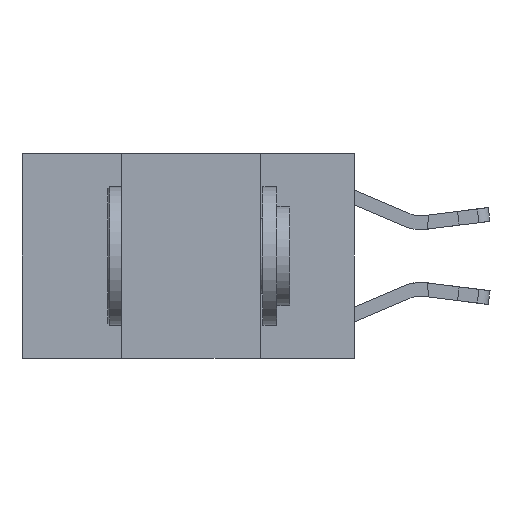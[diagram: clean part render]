
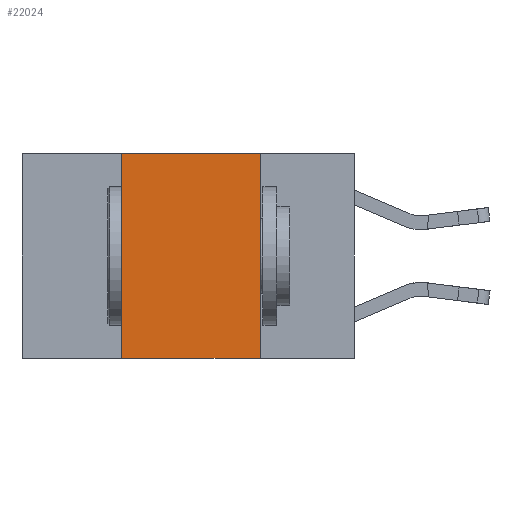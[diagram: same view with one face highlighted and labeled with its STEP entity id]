
A CAD part, left-side view. The second image highlights one B-rep face of the part: STEP entity #22024.
In plain terms, the highlighted planar face has unit normal (-1, 0, 0).
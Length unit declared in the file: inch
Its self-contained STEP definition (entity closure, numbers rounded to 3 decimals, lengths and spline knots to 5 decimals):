
#1141 = ORIENTED_EDGE ( 'NONE', *, *, #1312, .F. ) ;
#1312 = EDGE_CURVE ( 'NONE', #15295, #4820, #19099, .T. ) ;
#2722 = EDGE_CURVE ( 'NONE', #25618, #4715, #16833, .T. ) ;
#3411 = DIRECTION ( 'NONE',  ( 0., 0., -1. ) ) ;
#4347 = DIRECTION ( 'NONE',  ( 0., 0., -1. ) ) ;
#4715 = VERTEX_POINT ( 'NONE', #24844 ) ;
#4777 = ORIENTED_EDGE ( 'NONE', *, *, #2722, .F. ) ;
#4820 = VERTEX_POINT ( 'NONE', #27332 ) ;
#5453 = CARTESIAN_POINT ( 'NONE',  ( 0., 0.6, 0. ) ) ;
#5532 = EDGE_LOOP ( 'NONE', ( #4777, #11114, #1141, #12440 ) ) ;
#7015 = LINE ( 'NONE', #14637, #17575 ) ;
#8549 = VECTOR ( 'NONE', #10285, 39.37008 ) ;
#10285 = DIRECTION ( 'NONE',  ( 0., 0., 1. ) ) ;
#10583 = LINE ( 'NONE', #13181, #23894 ) ;
#11114 = ORIENTED_EDGE ( 'NONE', *, *, #19593, .F. ) ;
#11882 = PLANE ( 'NONE',  #21050 ) ;
#12440 = ORIENTED_EDGE ( 'NONE', *, *, #24617, .T. ) ;
#12520 = CARTESIAN_POINT ( 'NONE',  ( 0., 0.17, 0. ) ) ;
#13181 = CARTESIAN_POINT ( 'NONE',  ( 0., 0.6, -0.37 ) ) ;
#14637 = CARTESIAN_POINT ( 'NONE',  ( 0., 0.6, 0. ) ) ;
#14905 = CARTESIAN_POINT ( 'NONE',  ( 0., 0.17, 0. ) ) ;
#15295 = VERTEX_POINT ( 'NONE', #15503 ) ;
#15503 = CARTESIAN_POINT ( 'NONE',  ( 0., 0.42, -0.37 ) ) ;
#16090 = DIRECTION ( 'NONE',  ( 1., 0., 0. ) ) ;
#16168 = VECTOR ( 'NONE', #4347, 39.37008 ) ;
#16758 = DIRECTION ( 'NONE',  ( 0., -1., 0. ) ) ;
#16833 = LINE ( 'NONE', #14905, #16168 ) ;
#17395 = DIRECTION ( 'NONE',  ( 0., -1., 0. ) ) ;
#17575 = VECTOR ( 'NONE', #16758, 39.37008 ) ;
#19099 = LINE ( 'NONE', #23000, #8549 ) ;
#19593 = EDGE_CURVE ( 'NONE', #4820, #25618, #7015, .T. ) ;
#21050 = AXIS2_PLACEMENT_3D ( 'NONE', #5453, #16090, #3411 ) ;
#22024 = ADVANCED_FACE ( 'NONE', ( #22318 ), #11882, .F. ) ;
#22318 = FACE_OUTER_BOUND ( 'NONE', #5532, .T. ) ;
#23000 = CARTESIAN_POINT ( 'NONE',  ( 0., 0.42, 0. ) ) ;
#23894 = VECTOR ( 'NONE', #17395, 39.37008 ) ;
#24617 = EDGE_CURVE ( 'NONE', #15295, #4715, #10583, .T. ) ;
#24844 = CARTESIAN_POINT ( 'NONE',  ( 0., 0.17, -0.37 ) ) ;
#25618 = VERTEX_POINT ( 'NONE', #12520 ) ;
#27332 = CARTESIAN_POINT ( 'NONE',  ( 0., 0.42, 0. ) ) ;
